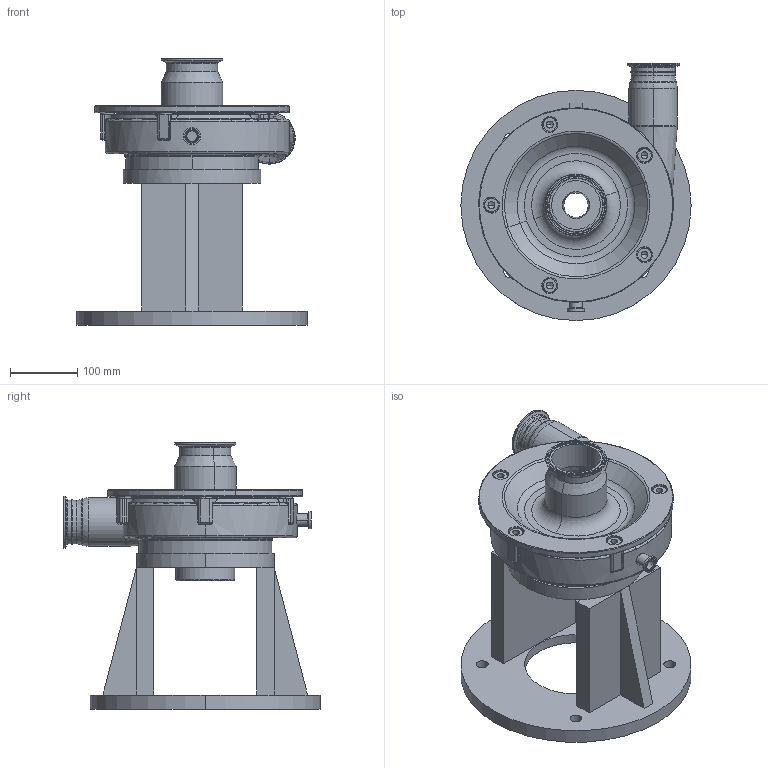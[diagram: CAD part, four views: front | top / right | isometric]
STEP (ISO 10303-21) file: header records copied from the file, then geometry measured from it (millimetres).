
FILE_DESCRIPTION (( 'STEP AP214' ), '1' );
FILE_NAME ('FP 3542 320TSC VERT 3-4 IN STR DRAIN.STEP', '2023-02-28T15:46:37', ( '' ), ( '' ), 'SwSTEP 2.0', 'SolidWorks 2021', '' );
FILE_SCHEMA (( 'AUTOMOTIVE_DESIGN' ));
Length unit declared in the file: millimetre
Products named in the file (1): FP 3542 320TSC VERT 3-4 IN STR DRAIN
Bounding box: 343 x 382.5 x 396.5 mm (x, y, z)
Volume: 6274348.9 mm3; surface area: 849320.2 mm2
Topology: 1 solids, 1 shells, 500 faces, 1175 edges, 678 vertices
Faces by surface type: cylinder 155, torus 96, bspline 75, plane 75, cone 74, sphere 25
Entity records: 18165 total; most frequent: CARTESIAN_POINT 6946, DIRECTION 2478, ORIENTED_EDGE 2292, EDGE_CURVE 1146, AXIS2_PLACEMENT_3D 1081, VERTEX_POINT 676, CIRCLE 655, EDGE_LOOP 554
